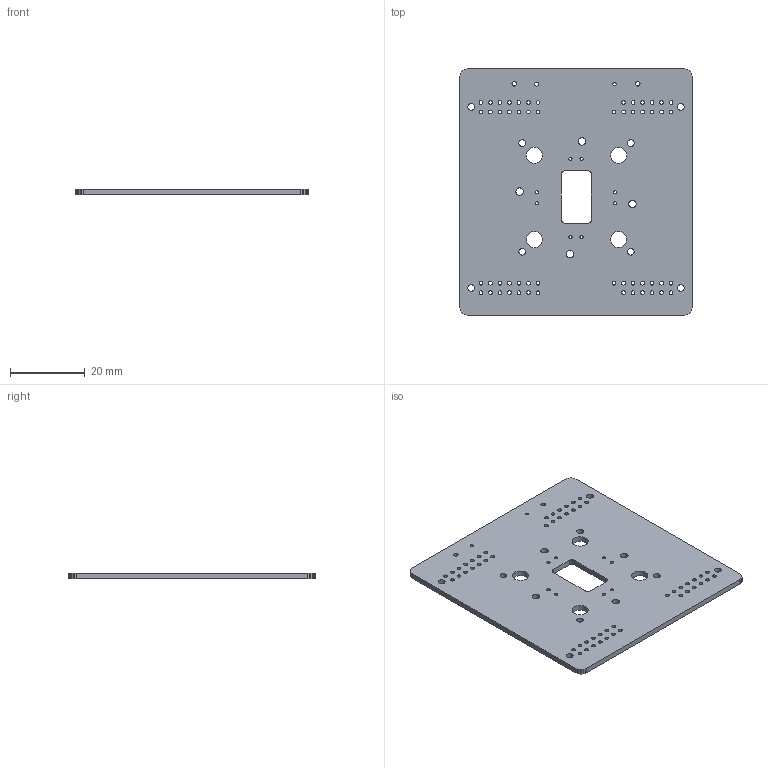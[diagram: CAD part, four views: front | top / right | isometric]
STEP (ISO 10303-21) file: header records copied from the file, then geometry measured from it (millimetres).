
FILE_DESCRIPTION(('Open CASCADE Model'),'2;1');
FILE_NAME('Open CASCADE Shape Model','2010-01-07T09:45:20',('Author'),( 'Open CASCADE'),'Open CASCADE STEP processor 6.2','Open CASCADE 6.2' ,'Unknown');
FILE_SCHEMA(('AUTOMOTIVE_DESIGN { 1 0 10303 214 1 1 1 1 }'));
Length unit declared in the file: millimetre
Products named in the file (2): PCB; Board
Assembly tree (1 placements, depth 2):
  PCB
    Board
Bounding box: 62 x 65.8 x 1.48 mm (x, y, z)
Volume: 5669.3 mm3; surface area: 8572.5 mm2
Topology: 1 solids, 1 shells, 148 faces, 438 edges, 292 vertices
Faces by surface type: cylinder 82, plane 66
Full cylindrical faces by diameter (mm): 0.85 x8, 0.9 x1, 1 x1, 1.016 x54, 1.2 x2, 1.8 x8, 2 x4, 4.3 x4
Entity records: 11563 total; most frequent: CARTESIAN_POINT 2740, DIRECTION 1614, LINE 986, VECTOR 986, ORIENTED_EDGE 876, PCURVE 876, DEFINITIONAL_REPRESENTATION 876, EDGE_CURVE 438
